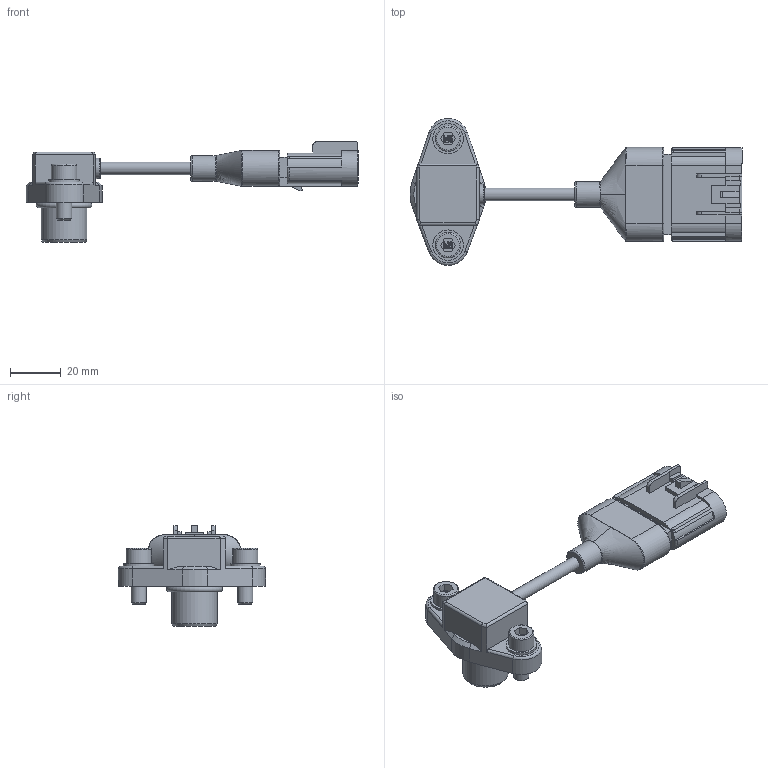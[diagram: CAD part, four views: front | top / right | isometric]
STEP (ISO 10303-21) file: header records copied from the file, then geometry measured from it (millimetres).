
FILE_DESCRIPTION(/* description */ (''),/* implementation_level */ '2;1');
FILE_NAME(/* name */ 'H1816SFOR0.5DP04 3D图.stp',/* time_stamp */ '2024-10-25T17:35:06+08:00',/* author */ (''),/* organization */ (''),/* preprocessor_version */ 'ST-DEVELOPER v16.7',/* originating_system */ 'SIEMENS PLM Software NX 12.0',/* authorisation */ '');
FILE_SCHEMA (('AP203_CONFIGURATION_CONTROLLED_3D_DESIGN_OF_MECHANICAL_PARTS_AND_ASSEMBLIES_MIM_LF { 1 0 10303 403 2 1 2}'));
Length unit declared in the file: millimetre
Products named in the file (1): Dell0324F0C6wnv5
Bounding box: 130.9 x 57.97 x 39.76 mm (x, y, z)
Volume: 40652.7 mm3; surface area: 18711.1 mm2
Topology: 6 solids, 9 shells, 402 faces, 982 edges, 627 vertices
Faces by surface type: plane 257, cylinder 73, cone 26, extrusion 22, torus 14, bspline 10
Full cylindrical faces by diameter (mm): 5 x1, 6 x2, 7 x4, 8 x1, 10 x2, 10.1 x1, 12 x2, 18 x1
Entity records: 16245 total; most frequent: CARTESIAN_POINT 4614, ORIENTED_EDGE 1896, DIRECTION 1834, EDGE_CURVE 948, VECTOR 704, LINE 682, VERTEX_POINT 624, AXIS2_PLACEMENT_3D 565
